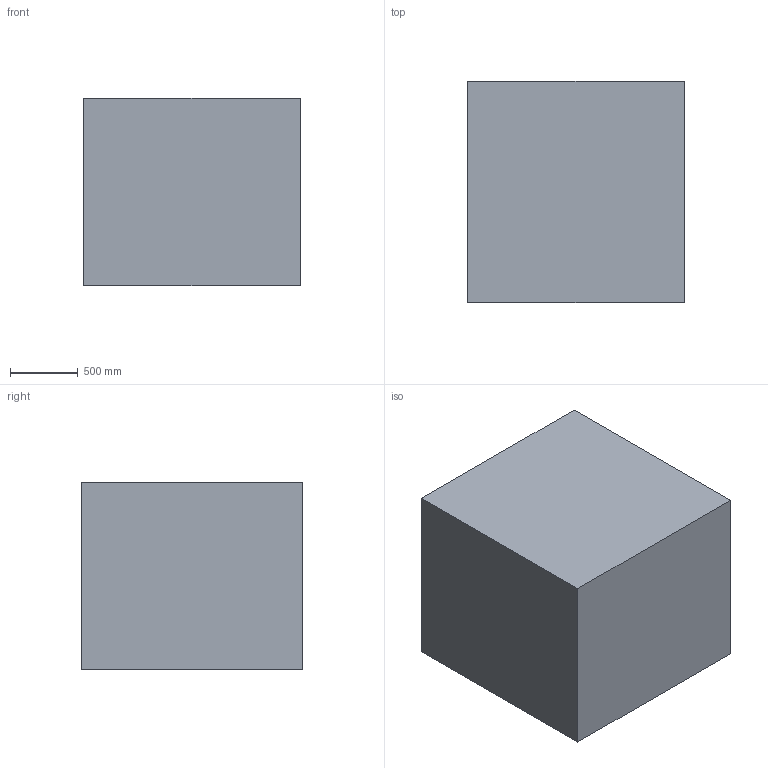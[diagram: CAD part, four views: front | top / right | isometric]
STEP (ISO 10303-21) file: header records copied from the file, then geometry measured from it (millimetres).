
FILE_DESCRIPTION(/* description */ (''),/* implementation_level */ '2;1');
FILE_NAME(/* name */ 'New Final Assembly v4.step',/* time_stamp */ '2022-07-18T14:35:05+03:00',/* author */ (''),/* organization */ (''),/* preprocessor_version */ 'ST-DEVELOPER v19',/* originating_system */ 'Autodesk Translation Framework v11.7.0.108',/* authorisation */ '');
FILE_SCHEMA (('AUTOMOTIVE_DESIGN { 1 0 10303 214 3 1 1 }'));
Length unit declared in the file: millimetre
Products named in the file (15): New Final Assembly; New redesign Assembly; New front; New side; New top; Latest Assembly; New Chassis; Wheel Assembly; New frame; wheelshaftGenerated; casterwheel; Shaft 8mm; Bearing M8; GearedDCmotor; Component14
Assembly tree (23 placements, depth 4):
  New Final Assembly
    New redesign Assembly
      New front  x2
      New side  x2
      New top
    Latest Assembly
      Wheel Assembly  x4
        New frame
        GearedDCmotor
        wheelshaftGenerated
        casterwheel
        Shaft 8mm
        Bearing M8
      New Chassis
      GearedDCmotor  x4
    Component14
Bounding box: 1594.27 x 1631.39 x 1385.53 mm (x, y, z)
Volume: 3604255123.8 mm3; surface area: 15121038.8 mm2
Topology: 31 solids, 33 shells, 1197 faces, 2833 edges, 1791 vertices
Faces by surface type: plane 746, cylinder 315, cone 80, bspline 32, torus 24
Full cylindrical faces by diameter (mm): 2.5 x16, 3 x8, 4 x13, 4.5 x16, 5 x16, 5.2 x18, 7 x8, 8 x83, 24 x3, 24.4 x8, 24.9 x16, 25 x34
Entity records: 15297 total; most frequent: CARTESIAN_POINT 3852, DIRECTION 2267, ORIENTED_EDGE 2174, EDGE_CURVE 1087, AXIS2_PLACEMENT_3D 775, LINE 717, VECTOR 717, VERTEX_POINT 673
